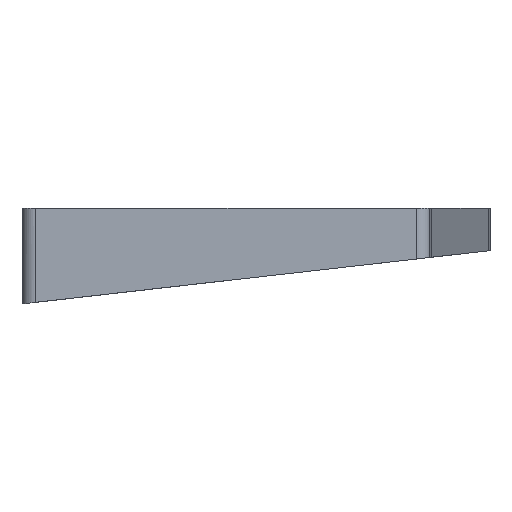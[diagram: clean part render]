
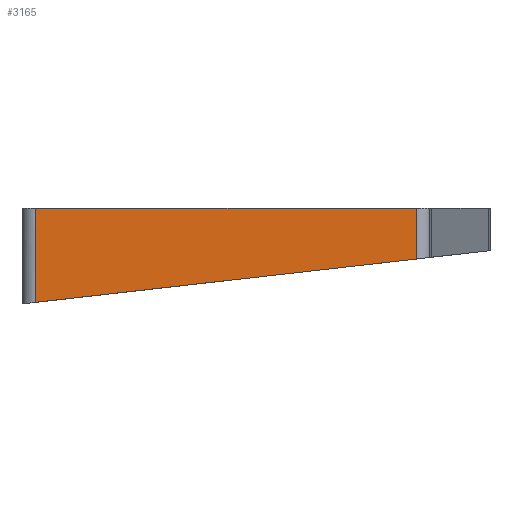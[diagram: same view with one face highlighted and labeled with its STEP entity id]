
A CAD part, left-side view. The second image highlights one B-rep face of the part: STEP entity #3165.
In plain terms, the highlighted planar face has unit normal (-1, 0, 0).
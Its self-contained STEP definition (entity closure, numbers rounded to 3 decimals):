
#328=FACE_OUTER_BOUND('',#522,.T.);
#522=EDGE_LOOP('',(#2818,#2819,#2820,#2821));
#663=LINE('',#4987,#936);
#809=LINE('',#5423,#1082);
#811=LINE('',#5427,#1084);
#812=LINE('',#5428,#1085);
#936=VECTOR('',#3993,10.);
#1082=VECTOR('',#4483,10.);
#1084=VECTOR('',#4487,10.);
#1085=VECTOR('',#4488,10.);
#1433=VERTEX_POINT('',#4984);
#1434=VERTEX_POINT('',#4986);
#1552=VERTEX_POINT('',#5421);
#1553=VERTEX_POINT('',#5426);
#1781=EDGE_CURVE('',#1434,#1433,#663,.T.);
#1998=EDGE_CURVE('',#1552,#1433,#809,.T.);
#2000=EDGE_CURVE('',#1553,#1552,#811,.T.);
#2001=EDGE_CURVE('',#1434,#1553,#812,.T.);
#2818=ORIENTED_EDGE('',*,*,#1998,.F.);
#2819=ORIENTED_EDGE('',*,*,#2000,.F.);
#2820=ORIENTED_EDGE('',*,*,#2001,.F.);
#2821=ORIENTED_EDGE('',*,*,#1781,.T.);
#2998=PLANE('',#3529);
#3165=ADVANCED_FACE('',(#328),#2998,.T.);
#3529=AXIS2_PLACEMENT_3D('',#5425,#4485,#4486);
#3993=DIRECTION('',(0.,1.,0.));
#4483=DIRECTION('',(0.,0.,1.));
#4485=DIRECTION('center_axis',(-1.,0.,0.));
#4486=DIRECTION('ref_axis',(0.,1.,0.));
#4487=DIRECTION('',(0.,0.994,-0.113));
#4488=DIRECTION('',(0.,0.,-1.));
#4984=CARTESIAN_POINT('',(2.369,-9.083,0.));
#4986=CARTESIAN_POINT('',(2.369,-91.883,0.));
#4987=CARTESIAN_POINT('',(2.369,-94.883,0.));
#5421=CARTESIAN_POINT('',(2.369,-9.082,-20.514));
#5423=CARTESIAN_POINT('',(2.369,-9.083,0.));
#5425=CARTESIAN_POINT('Origin',(2.369,-94.883,0.));
#5426=CARTESIAN_POINT('',(2.369,-91.883,-11.08));
#5427=CARTESIAN_POINT('',(2.369,-94.981,-10.727));
#5428=CARTESIAN_POINT('',(2.369,-91.883,0.));
